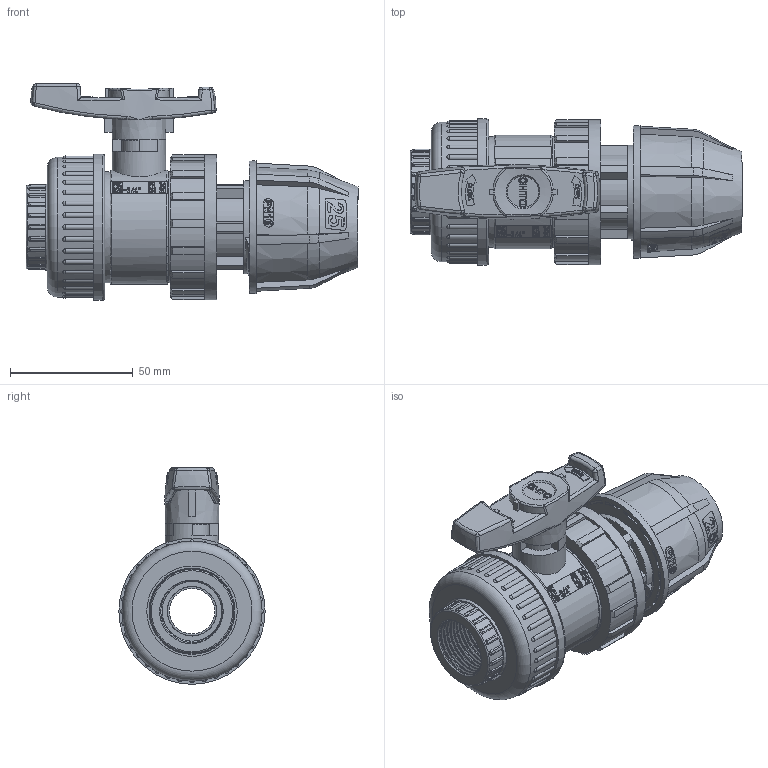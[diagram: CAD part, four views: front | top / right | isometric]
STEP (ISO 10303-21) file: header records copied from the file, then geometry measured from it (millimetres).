
FILE_DESCRIPTION(/* description */ (''),/* implementation_level */ '2;1');
FILE_NAME(/* name */ 'AK0917.025.025.step',/* time_stamp */ '2026-04-02T15:57:48+02:00',/* author */ (''),/* organization */ (''),/* preprocessor_version */ 'ST-DEVELOPER v20.1',/* originating_system */ 'Autodesk Translation Framework v14.24.0.0',/* authorisation */ '');
FILE_SCHEMA (('AUTOMOTIVE_DESIGN { 1 0 10303 214 3 1 1 }'));
Products named in the file (3): 2025-12-30-08-12-25-650; 2026-04-02-15-56-06-345; 2026-04-02-15-56-10-732
Assembly tree (2 placements, depth 2):
  2025-12-30-08-12-25-650
    2026-04-02-15-56-06-345
    2026-04-02-15-56-10-732
Bounding box: 135.12 x 59.5 x 88.17 mm (x, y, z)
Volume: 184669.4 mm3; surface area: 113194.6 mm2
Topology: 21 solids, 21 shells, 1680 faces, 4468 edges, 2893 vertices
Faces by surface type: plane 593, bspline 574, cylinder 368, cone 71, torus 57, sphere 17
Full cylindrical faces by diameter (mm): 1.721 x1, 2.295 x1, 9.7 x4, 14 x3, 14.4 x1, 15.3 x2, 17.1 x1, 18.5 x1, 20 x3, 20.238 x1, 20.3 x1, 20.5 x1, 21 x1, 21.7 x1, 23.9 x2, 24.4 x1, 24.5 x2, 25.83 x1, 26.441 x8, 26.5 x1, 28.5 x4, 31 x2, 31.5 x3, 31.98 x2, 33 x2, 33.7 x1, 34 x1, 35 x1, 36.8 x1, 38 x4
Entity records: 89252 total; most frequent: CARTESIAN_POINT 50967, ORIENTED_EDGE 8814, DIRECTION 6455, EDGE_CURVE 4407, VERTEX_POINT 2893, AXIS2_PLACEMENT_3D 2246, LINE 1963, VECTOR 1963
